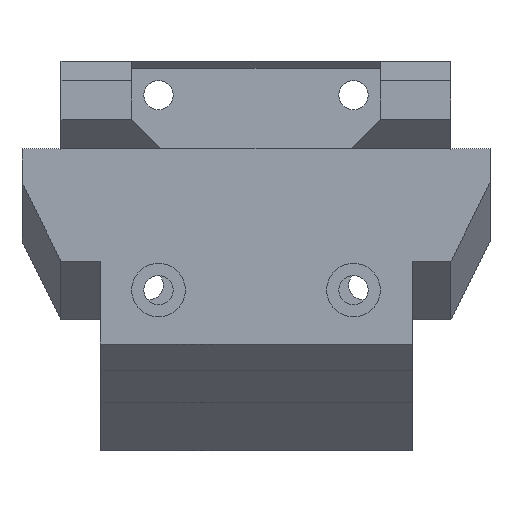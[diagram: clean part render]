
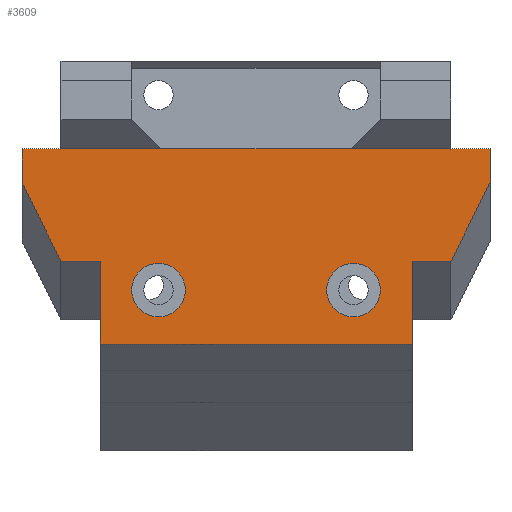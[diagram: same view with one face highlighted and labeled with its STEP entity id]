
A CAD part, front view. The second image highlights one B-rep face of the part: STEP entity #3609.
In plain terms, the highlighted planar face has unit normal (0, -1, 0).
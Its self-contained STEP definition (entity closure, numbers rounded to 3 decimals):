
#50=FACE_BOUND('',#622,.T.);
#51=FACE_BOUND('',#623,.T.);
#227=PLANE('',#3849);
#415=FACE_OUTER_BOUND('',#621,.T.);
#621=EDGE_LOOP('',(#3388,#3389,#3390,#3391,#3392,#3393,#3394,#3395,#3396,
#3397,#3398,#3399,#3400,#3401));
#622=EDGE_LOOP('',(#3402));
#623=EDGE_LOOP('',(#3403));
#657=CIRCLE('',#3816,2.75);
#660=CIRCLE('',#3821,2.75);
#1030=LINE('',#5674,#1480);
#1070=LINE('',#5781,#1520);
#1073=LINE('',#5785,#1523);
#1081=LINE('',#5812,#1531);
#1094=LINE('',#5838,#1544);
#1099=LINE('',#5847,#1549);
#1101=LINE('',#5851,#1551);
#1103=LINE('',#5855,#1553);
#1105=LINE('',#5859,#1555);
#1107=LINE('',#5864,#1557);
#1109=LINE('',#5868,#1559);
#1112=LINE('',#5873,#1562);
#1113=LINE('',#5875,#1563);
#1114=LINE('',#5877,#1564);
#1480=VECTOR('',#4552,10.);
#1520=VECTOR('',#4656,10.);
#1523=VECTOR('',#4661,10.);
#1531=VECTOR('',#4693,10.);
#1544=VECTOR('',#4712,10.);
#1549=VECTOR('',#4721,10.);
#1551=VECTOR('',#4725,10.);
#1553=VECTOR('',#4729,10.);
#1555=VECTOR('',#4733,10.);
#1557=VECTOR('',#4737,10.);
#1559=VECTOR('',#4741,10.);
#1562=VECTOR('',#4746,10.);
#1563=VECTOR('',#4749,10.);
#1564=VECTOR('',#4752,10.);
#1820=VERTEX_POINT('',#5651);
#1829=VERTEX_POINT('',#5673);
#1837=VERTEX_POINT('',#5696);
#1851=VERTEX_POINT('',#5729);
#1861=VERTEX_POINT('',#5766);
#1864=VERTEX_POINT('',#5775);
#1871=VERTEX_POINT('',#5811);
#1881=VERTEX_POINT('',#5837);
#1883=VERTEX_POINT('',#5845);
#1884=VERTEX_POINT('',#5849);
#1885=VERTEX_POINT('',#5853);
#1886=VERTEX_POINT('',#5857);
#1887=VERTEX_POINT('',#5861);
#1888=VERTEX_POINT('',#5863);
#1889=VERTEX_POINT('',#5867);
#1890=VERTEX_POINT('',#5871);
#2296=EDGE_CURVE('',#1829,#1820,#1030,.T.);
#2342=EDGE_CURVE('',#1861,#1861,#657,.T.);
#2346=EDGE_CURVE('',#1864,#1864,#660,.T.);
#2348=EDGE_CURVE('',#1837,#1829,#1070,.T.);
#2351=EDGE_CURVE('',#1820,#1851,#1073,.T.);
#2363=EDGE_CURVE('',#1851,#1871,#1081,.T.);
#2376=EDGE_CURVE('',#1881,#1837,#1094,.T.);
#2381=EDGE_CURVE('',#1883,#1871,#1099,.T.);
#2383=EDGE_CURVE('',#1884,#1883,#1101,.T.);
#2385=EDGE_CURVE('',#1884,#1885,#1103,.T.);
#2387=EDGE_CURVE('',#1885,#1886,#1105,.T.);
#2389=EDGE_CURVE('',#1888,#1887,#1107,.T.);
#2391=EDGE_CURVE('',#1889,#1888,#1109,.T.);
#2394=EDGE_CURVE('',#1887,#1890,#1112,.F.);
#2395=EDGE_CURVE('',#1889,#1886,#1113,.T.);
#2396=EDGE_CURVE('',#1881,#1890,#1114,.T.);
#3388=ORIENTED_EDGE('',*,*,#2396,.F.);
#3389=ORIENTED_EDGE('',*,*,#2376,.T.);
#3390=ORIENTED_EDGE('',*,*,#2348,.T.);
#3391=ORIENTED_EDGE('',*,*,#2296,.T.);
#3392=ORIENTED_EDGE('',*,*,#2351,.T.);
#3393=ORIENTED_EDGE('',*,*,#2363,.T.);
#3394=ORIENTED_EDGE('',*,*,#2381,.F.);
#3395=ORIENTED_EDGE('',*,*,#2383,.F.);
#3396=ORIENTED_EDGE('',*,*,#2385,.T.);
#3397=ORIENTED_EDGE('',*,*,#2387,.T.);
#3398=ORIENTED_EDGE('',*,*,#2395,.F.);
#3399=ORIENTED_EDGE('',*,*,#2391,.T.);
#3400=ORIENTED_EDGE('',*,*,#2389,.T.);
#3401=ORIENTED_EDGE('',*,*,#2394,.T.);
#3402=ORIENTED_EDGE('',*,*,#2342,.T.);
#3403=ORIENTED_EDGE('',*,*,#2346,.T.);
#3609=ADVANCED_FACE('',(#415,#50,#51),#227,.T.);
#3816=AXIS2_PLACEMENT_3D('',#5768,#4638,#4639);
#3821=AXIS2_PLACEMENT_3D('',#5777,#4649,#4650);
#3849=AXIS2_PLACEMENT_3D('',#5876,#4750,#4751);
#4552=DIRECTION('',(-1.,0.,0.));
#4638=DIRECTION('center_axis',(0.,1.,0.));
#4639=DIRECTION('ref_axis',(1.,0.,0.));
#4649=DIRECTION('center_axis',(0.,1.,0.));
#4650=DIRECTION('ref_axis',(1.,0.,0.));
#4656=DIRECTION('',(-1.,0.,0.));
#4661=DIRECTION('',(-1.,0.,0.));
#4693=DIRECTION('',(-1.,0.,0.));
#4712=DIRECTION('',(-1.,0.,0.));
#4721=DIRECTION('',(0.,0.,1.));
#4725=DIRECTION('',(-0.444,0.,0.896));
#4729=DIRECTION('',(1.,0.,0.));
#4733=DIRECTION('',(0.,0.,-1.));
#4737=DIRECTION('',(1.,0.,0.));
#4741=DIRECTION('',(0.,0.,1.));
#4746=DIRECTION('',(-0.444,0.,-0.896));
#4749=DIRECTION('',(-1.,0.,0.));
#4750=DIRECTION('center_axis',(0.,-1.,0.));
#4751=DIRECTION('ref_axis',(0.,0.,1.));
#4752=DIRECTION('',(0.,0.,-1.));
#5651=CARTESIAN_POINT('',(-9.75,-26.476,6.839));
#5673=CARTESIAN_POINT('',(9.75,-26.476,6.839));
#5674=CARTESIAN_POINT('',(20.,-26.476,6.839));
#5696=CARTESIAN_POINT('',(20.,-26.476,6.839));
#5729=CARTESIAN_POINT('',(-20.,-26.476,6.839));
#5766=CARTESIAN_POINT('',(7.25,-26.476,-7.661));
#5768=CARTESIAN_POINT('Origin',(10.,-26.476,-7.661));
#5775=CARTESIAN_POINT('',(-12.75,-26.476,-7.661));
#5777=CARTESIAN_POINT('Origin',(-10.,-26.476,-7.661));
#5781=CARTESIAN_POINT('',(20.,-26.476,6.839));
#5785=CARTESIAN_POINT('',(20.,-26.476,6.839));
#5811=CARTESIAN_POINT('',(-24.,-26.476,6.839));
#5812=CARTESIAN_POINT('',(20.,-26.476,6.839));
#5837=CARTESIAN_POINT('',(24.,-26.476,6.839));
#5838=CARTESIAN_POINT('',(20.,-26.476,6.839));
#5845=CARTESIAN_POINT('',(-24.,-26.476,3.376));
#5847=CARTESIAN_POINT('',(-24.,-26.476,-7.431));
#5849=CARTESIAN_POINT('',(-20.,-26.476,-4.703));
#5851=CARTESIAN_POINT('',(-15.077,-26.476,-14.646));
#5853=CARTESIAN_POINT('',(-16.,-26.476,-4.703));
#5855=CARTESIAN_POINT('',(0.,-26.476,-4.703));
#5857=CARTESIAN_POINT('',(-16.,-26.476,-13.188));
#5859=CARTESIAN_POINT('',(-16.,-26.476,-12.615));
#5861=CARTESIAN_POINT('',(20.,-26.476,-4.703));
#5863=CARTESIAN_POINT('',(16.,-26.476,-4.703));
#5864=CARTESIAN_POINT('',(20.,-26.476,-4.703));
#5867=CARTESIAN_POINT('',(16.,-26.476,-13.188));
#5868=CARTESIAN_POINT('',(16.,-26.476,-12.615));
#5871=CARTESIAN_POINT('',(24.,-26.476,3.376));
#5873=CARTESIAN_POINT('',(19.014,-26.476,-6.693));
#5875=CARTESIAN_POINT('',(20.,-26.476,-13.188));
#5876=CARTESIAN_POINT('Origin',(20.,-26.476,-13.188));
#5877=CARTESIAN_POINT('',(24.,-26.476,-7.431));
